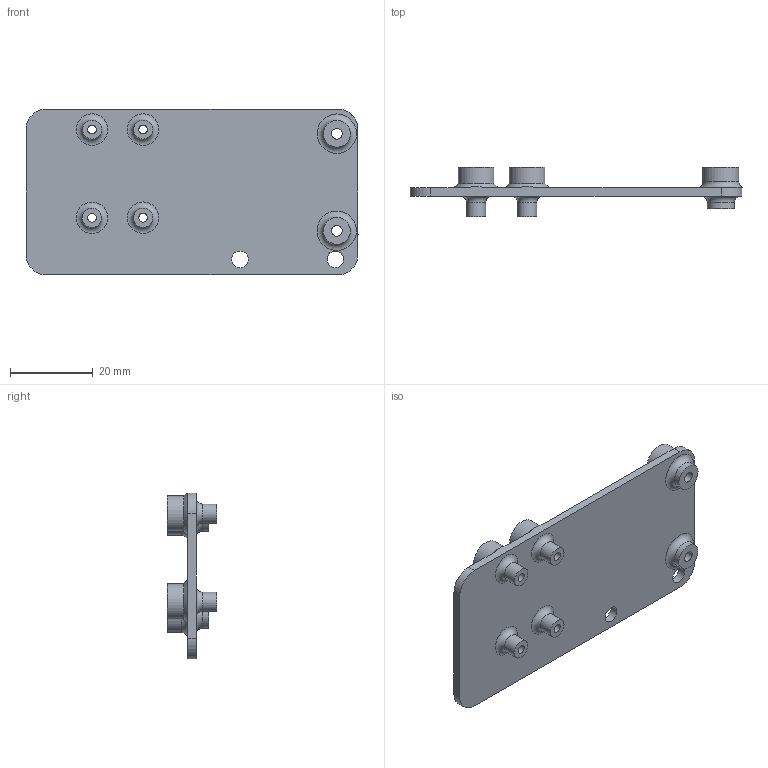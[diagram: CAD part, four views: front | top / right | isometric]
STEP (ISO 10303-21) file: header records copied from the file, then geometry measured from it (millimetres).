
FILE_DESCRIPTION(/* description */ (''),/* implementation_level */ '2;1');
FILE_NAME(/* name */ 'camera multiplexer and hmdi connector fixture v5.step',/* time_stamp */ '2020-11-26T21:53:14-08:00',/* author */ (''),/* organization */ (''),/* preprocessor_version */ 'ST-DEVELOPER v18.1',/* originating_system */ 'Autodesk Translation Framework v9.3.0.1241',/* authorisation */ '');
FILE_SCHEMA (('AUTOMOTIVE_DESIGN { 1 0 10303 214 3 1 1 }'));
Length unit declared in the file: millimetre
Products named in the file (1): camera multiplexer and hmdi connector fixture
Bounding box: 80.01 x 12 x 40 mm (x, y, z)
Volume: 7893 mm3; surface area: 8645.6 mm2
Topology: 1 solids, 1 shells, 104 faces, 250 edges, 165 vertices
Faces by surface type: plane 64, cylinder 28, torus 8, cone 4
Full cylindrical faces by diameter (mm): 2.1 x4, 2.6 x6, 4 x2, 4.6 x4, 6.5 x2, 8.6 x6
Entity records: 3133 total; most frequent: CARTESIAN_POINT 570, DIRECTION 543, ORIENTED_EDGE 500, EDGE_CURVE 250, AXIS2_PLACEMENT_3D 194, VERTEX_POINT 165, LINE 155, VECTOR 155
